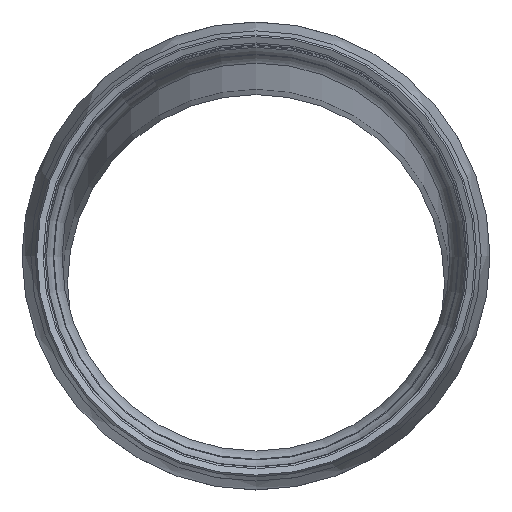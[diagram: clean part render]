
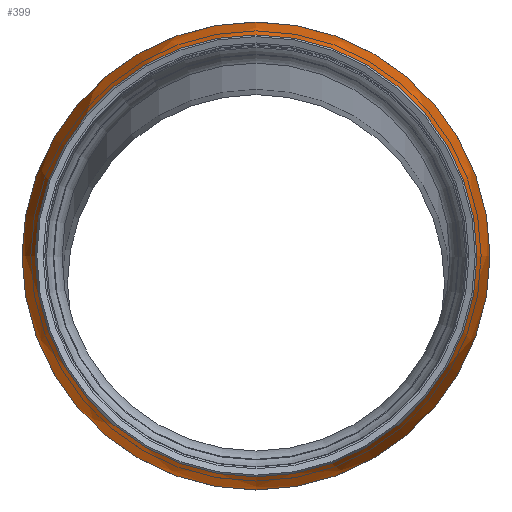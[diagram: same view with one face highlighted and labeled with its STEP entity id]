
A CAD part, top view. The second image highlights one B-rep face of the part: STEP entity #399.
In plain terms, the highlighted free-form (B-spline) face has degree [2, 2] with [3, 9] control points.
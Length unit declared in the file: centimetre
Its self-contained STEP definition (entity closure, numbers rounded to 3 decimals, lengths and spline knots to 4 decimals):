
#26=(
BOUNDED_SURFACE()
B_SPLINE_SURFACE(2,2,((#858,#859,#860,#861,#862,#863,#864,#865,#866),(#867,
#868,#869,#870,#871,#872,#873,#874,#875),(#876,#877,#878,#879,#880,#881,
#882,#883,#884)),.UNSPECIFIED.,.F.,.T.,.F.)
B_SPLINE_SURFACE_WITH_KNOTS((3,3),(3,2,2,2,3),(0.,0.4363),
(-3.1416,-1.5708,0.,1.5708,3.1416),
 .UNSPECIFIED.)
GEOMETRIC_REPRESENTATION_ITEM()
RATIONAL_B_SPLINE_SURFACE(((1.,0.707,1.,0.707,1.,
0.707,1.,0.707,1.),(0.976,0.69,
0.976,0.69,0.976,0.69,0.976,
0.69,0.976),(1.,0.707,1.,0.707,
1.,0.707,1.,0.707,1.)))
REPRESENTATION_ITEM('')
SURFACE()
);
#54=FACE_OUTER_BOUND('',#78,.T.);
#78=EDGE_LOOP('',(#328,#329,#330,#331,#332,#333));
#125=CIRCLE('',#490,42.1);
#126=CIRCLE('',#491,42.1);
#127=CIRCLE('',#492,39.7577);
#128=CIRCLE('',#493,39.7577);
#129=CIRCLE('',#494,25.);
#171=VERTEX_POINT('',#853);
#172=VERTEX_POINT('',#854);
#173=VERTEX_POINT('',#885);
#174=VERTEX_POINT('',#886);
#226=EDGE_CURVE('',#171,#172,#125,.T.);
#228=EDGE_CURVE('',#172,#171,#126,.T.);
#229=EDGE_CURVE('',#173,#174,#127,.T.);
#230=EDGE_CURVE('',#174,#173,#128,.T.);
#231=EDGE_CURVE('',#174,#172,#129,.T.);
#328=ORIENTED_EDGE('',*,*,#229,.F.);
#329=ORIENTED_EDGE('',*,*,#230,.F.);
#330=ORIENTED_EDGE('',*,*,#231,.T.);
#331=ORIENTED_EDGE('',*,*,#228,.T.);
#332=ORIENTED_EDGE('',*,*,#226,.T.);
#333=ORIENTED_EDGE('',*,*,#231,.F.);
#399=ADVANCED_FACE('',(#54),#26,.F.);
#490=AXIS2_PLACEMENT_3D('',#855,#626,#627);
#491=AXIS2_PLACEMENT_3D('',#857,#629,#630);
#492=AXIS2_PLACEMENT_3D('',#887,#631,#632);
#493=AXIS2_PLACEMENT_3D('',#888,#633,#634);
#494=AXIS2_PLACEMENT_3D('',#889,#635,#636);
#626=DIRECTION('center_axis',(0.,0.,1.));
#627=DIRECTION('ref_axis',(1.,0.,0.));
#629=DIRECTION('center_axis',(0.,0.,1.));
#630=DIRECTION('ref_axis',(1.,0.,0.));
#631=DIRECTION('center_axis',(0.,0.,1.));
#632=DIRECTION('ref_axis',(1.,0.,0.));
#633=DIRECTION('center_axis',(0.,0.,1.));
#634=DIRECTION('ref_axis',(1.,0.,0.));
#635=DIRECTION('center_axis',(-1.,0.,0.));
#636=DIRECTION('ref_axis',(0.,1.,0.));
#853=CARTESIAN_POINT('',(-42.1,0.,2793.7749));
#854=CARTESIAN_POINT('',(0.,42.1,2793.7749));
#855=CARTESIAN_POINT('Origin',(0.,0.,
2793.7749));
#857=CARTESIAN_POINT('Origin',(0.,0.,
2793.7749));
#858=CARTESIAN_POINT('Ctrl Pts',(0.,42.1,
2793.7749));
#859=CARTESIAN_POINT('Ctrl Pts',(-42.1,42.1,2793.7749));
#860=CARTESIAN_POINT('Ctrl Pts',(-42.1,0.,
2793.7749));
#861=CARTESIAN_POINT('Ctrl Pts',(-42.1,-42.1,2793.7749));
#862=CARTESIAN_POINT('Ctrl Pts',(0.,-42.1,2793.7749));
#863=CARTESIAN_POINT('Ctrl Pts',(42.1,-42.1,2793.7749));
#864=CARTESIAN_POINT('Ctrl Pts',(42.1,0.,2793.7749));
#865=CARTESIAN_POINT('Ctrl Pts',(42.1,42.1,2793.7749));
#866=CARTESIAN_POINT('Ctrl Pts',(0.,42.1,
2793.7749));
#867=CARTESIAN_POINT('Ctrl Pts',(0.,42.1,
2799.3173));
#868=CARTESIAN_POINT('Ctrl Pts',(-42.1,42.1,2799.3173));
#869=CARTESIAN_POINT('Ctrl Pts',(-42.1,0.,
2799.3173));
#870=CARTESIAN_POINT('Ctrl Pts',(-42.1,-42.1,2799.3173));
#871=CARTESIAN_POINT('Ctrl Pts',(0.,-42.1,2799.3173));
#872=CARTESIAN_POINT('Ctrl Pts',(42.1,-42.1,2799.3173));
#873=CARTESIAN_POINT('Ctrl Pts',(42.1,0.,2799.3173));
#874=CARTESIAN_POINT('Ctrl Pts',(42.1,42.1,2799.3173));
#875=CARTESIAN_POINT('Ctrl Pts',(0.,42.1,
2799.3173));
#876=CARTESIAN_POINT('Ctrl Pts',(0.,39.7577,
2804.3403));
#877=CARTESIAN_POINT('Ctrl Pts',(-39.7577,39.7577,2804.3403));
#878=CARTESIAN_POINT('Ctrl Pts',(-39.7577,0.,
2804.3403));
#879=CARTESIAN_POINT('Ctrl Pts',(-39.7577,-39.7577,2804.3403));
#880=CARTESIAN_POINT('Ctrl Pts',(0.,-39.7577,
2804.3403));
#881=CARTESIAN_POINT('Ctrl Pts',(39.7577,-39.7577,2804.3403));
#882=CARTESIAN_POINT('Ctrl Pts',(39.7577,0.,2804.3403));
#883=CARTESIAN_POINT('Ctrl Pts',(39.7577,39.7577,2804.3403));
#884=CARTESIAN_POINT('Ctrl Pts',(0.,39.7577,
2804.3403));
#885=CARTESIAN_POINT('',(-39.7577,0.,2804.3403));
#886=CARTESIAN_POINT('',(0.,39.7577,2804.3403));
#887=CARTESIAN_POINT('Origin',(0.,0.,
2804.3403));
#888=CARTESIAN_POINT('Origin',(0.,0.,
2804.3403));
#889=CARTESIAN_POINT('Origin',(0.,17.1,2793.7749));
